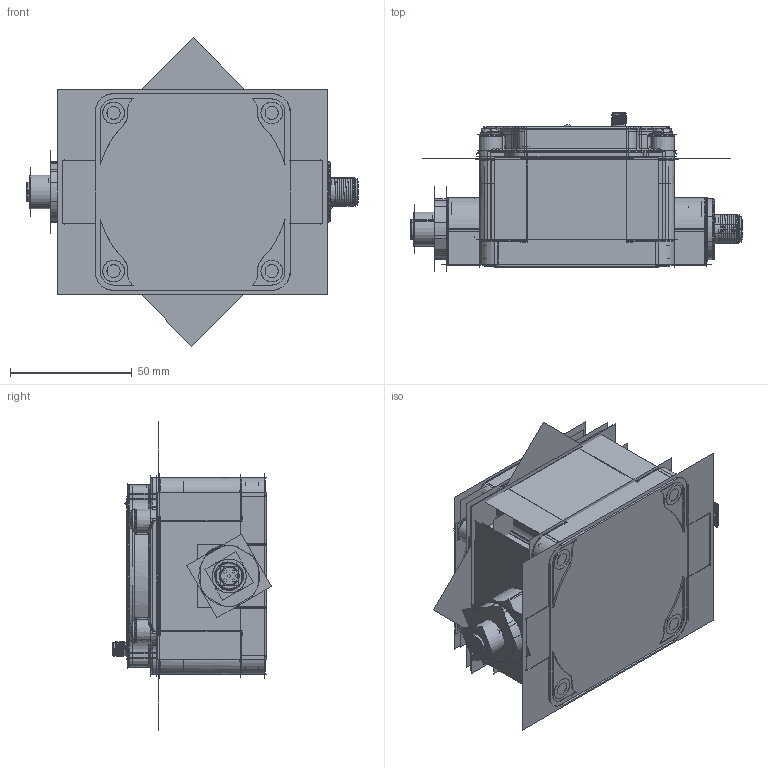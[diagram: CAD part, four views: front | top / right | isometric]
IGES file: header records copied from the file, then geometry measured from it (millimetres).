
Start section:  PTC IGES file: 214153.igs
Global section: file name: 214153.igs; native system: Creo Parametric by PTC Inc.; preprocessor: 2019292; author: PDMAdmin; organization: Unknown; date: 20200206.061325; units: millimetre
Bounding box: 136.47 x 65.46 x 126.69 mm (x, y, z)
Volume: 103535.2 mm3; surface area: 595925.8 mm2
Topology: 25 solids, 29 shells, 3220 faces, 16238 edges, 20651 vertices
Faces by surface type: revolution 2032, bspline 1188
